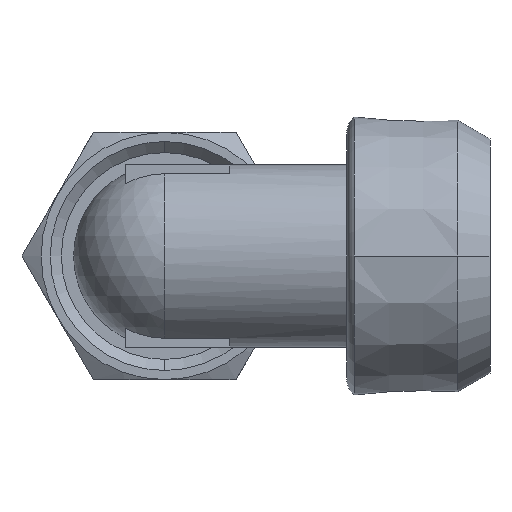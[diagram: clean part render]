
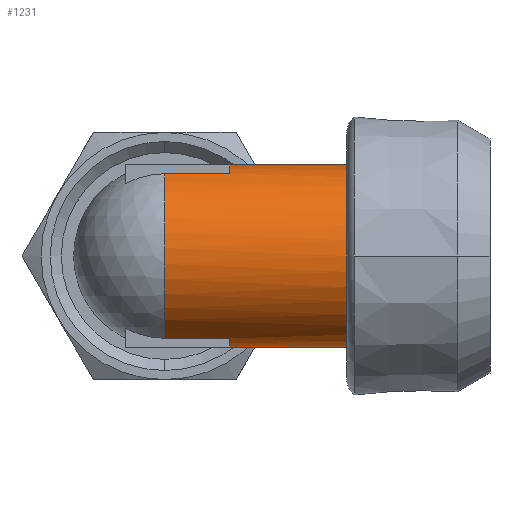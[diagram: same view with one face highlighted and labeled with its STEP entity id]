
A CAD part, left-side view. The second image highlights one B-rep face of the part: STEP entity #1231.
In plain terms, the highlighted cylindrical face has radius 7 mm (diameter 14 mm), a partial arc.
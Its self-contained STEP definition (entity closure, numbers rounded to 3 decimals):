
#62 = EDGE_LOOP ( 'NONE', ( #861, #862, #863, #864, #865, #866, #867, #868 ) ) ;
#109 = DIRECTION ( 'NONE',  ( 0., -1., 0. ) ) ;
#110 = DIRECTION ( 'NONE',  ( -1., 0., 0. ) ) ;
#111 = CARTESIAN_POINT ( 'NONE',  ( -26., -14., 0. ) ) ;
#112 = DIRECTION ( 'NONE',  ( 0., 1., 0. ) ) ;
#113 = DIRECTION ( 'NONE',  ( 0., 0., 1. ) ) ;
#202 = CARTESIAN_POINT ( 'NONE',  ( -26., 0., 7. ) ) ;
#203 = DIRECTION ( 'NONE',  ( 0., 1., 0. ) ) ;
#252 = LINE ( 'NONE', #744, #258 ) ;
#255 = CIRCLE ( 'NONE', #642, 7. ) ;
#257 = CIRCLE ( 'NONE', #643, 7. ) ;
#258 = VECTOR ( 'NONE', #739, 1000. ) ;
#259 = LINE ( 'NONE', #735, #261 ) ;
#260 = CIRCLE ( 'NONE', #644, 7. ) ;
#261 = VECTOR ( 'NONE', #743, 1000. ) ;
#262 = CIRCLE ( 'NONE', #645, 7. ) ;
#305 = LINE ( 'NONE', #202, #308 ) ;
#308 = VECTOR ( 'NONE', #203, 1000. ) ;
#314 = LINE ( 'NONE', #1719, #316 ) ;
#316 = VECTOR ( 'NONE', #1721, 1000. ) ;
#376 = FACE_OUTER_BOUND ( 'NONE', #62, .T. ) ;
#378 = CYLINDRICAL_SURFACE ( 'NONE', #694, 7. ) ;
#530 = EDGE_CURVE ( 'NONE', #1295, #1338, #255, .T. ) ;
#531 = EDGE_CURVE ( 'NONE', #1305, #1295, #252, .T. ) ;
#532 = EDGE_CURVE ( 'NONE', #1305, #1297, #257, .T. ) ;
#533 = EDGE_CURVE ( 'NONE', #1312, #1297, #259, .T. ) ;
#534 = EDGE_CURVE ( 'NONE', #1332, #1312, #260, .T. ) ;
#535 = EDGE_CURVE ( 'NONE', #1347, #1340, #262, .T. ) ;
#569 = EDGE_CURVE ( 'NONE', #1340, #1332, #305, .T. ) ;
#576 = EDGE_CURVE ( 'NONE', #1347, #1338, #314, .T. ) ;
#642 = AXIS2_PLACEMENT_3D ( 'NONE', #745, #746, #747 ) ;
#643 = AXIS2_PLACEMENT_3D ( 'NONE', #748, #749, #750 ) ;
#644 = AXIS2_PLACEMENT_3D ( 'NONE', #753, #109, #110 ) ;
#645 = AXIS2_PLACEMENT_3D ( 'NONE', #111, #112, #113 ) ;
#694 = AXIS2_PLACEMENT_3D ( 'NONE', #1931, #1929, #1930 ) ;
#735 = CARTESIAN_POINT ( 'NONE',  ( -29., 0., 6.325 ) ) ;
#739 = DIRECTION ( 'NONE',  ( 0., -1., 0. ) ) ;
#743 = DIRECTION ( 'NONE',  ( 0., 1., 0. ) ) ;
#744 = CARTESIAN_POINT ( 'NONE',  ( -29., 0., -6.325 ) ) ;
#745 = CARTESIAN_POINT ( 'NONE',  ( -26., -5., 0. ) ) ;
#746 = DIRECTION ( 'NONE',  ( 0., -1., 0. ) ) ;
#747 = DIRECTION ( 'NONE',  ( -1., 0., 0. ) ) ;
#748 = CARTESIAN_POINT ( 'NONE',  ( -26., 0., 0. ) ) ;
#749 = DIRECTION ( 'NONE',  ( 0., 1., 0. ) ) ;
#750 = DIRECTION ( 'NONE',  ( 0., 0., 1. ) ) ;
#753 = CARTESIAN_POINT ( 'NONE',  ( -26., -5., 0. ) ) ;
#861 = ORIENTED_EDGE ( 'NONE', *, *, #576, .F. ) ;
#862 = ORIENTED_EDGE ( 'NONE', *, *, #535, .T. ) ;
#863 = ORIENTED_EDGE ( 'NONE', *, *, #569, .T. ) ;
#864 = ORIENTED_EDGE ( 'NONE', *, *, #534, .T. ) ;
#865 = ORIENTED_EDGE ( 'NONE', *, *, #533, .T. ) ;
#866 = ORIENTED_EDGE ( 'NONE', *, *, #532, .F. ) ;
#867 = ORIENTED_EDGE ( 'NONE', *, *, #531, .T. ) ;
#868 = ORIENTED_EDGE ( 'NONE', *, *, #530, .T. ) ;
#1231 = ADVANCED_FACE ( 'NONE', ( #376 ), #378, .T. ) ;
#1295 = VERTEX_POINT ( 'NONE', #1442 ) ;
#1297 = VERTEX_POINT ( 'NONE', #1444 ) ;
#1305 = VERTEX_POINT ( 'NONE', #1450 ) ;
#1312 = VERTEX_POINT ( 'NONE', #1457 ) ;
#1332 = VERTEX_POINT ( 'NONE', #1473 ) ;
#1338 = VERTEX_POINT ( 'NONE', #1479 ) ;
#1340 = VERTEX_POINT ( 'NONE', #1481 ) ;
#1347 = VERTEX_POINT ( 'NONE', #1488 ) ;
#1442 = CARTESIAN_POINT ( 'NONE',  ( -29., -5., -6.325 ) ) ;
#1444 = CARTESIAN_POINT ( 'NONE',  ( -29., 0., 6.325 ) ) ;
#1450 = CARTESIAN_POINT ( 'NONE',  ( -29., 0., -6.325 ) ) ;
#1457 = CARTESIAN_POINT ( 'NONE',  ( -29., -5., 6.325 ) ) ;
#1473 = CARTESIAN_POINT ( 'NONE',  ( -26., -5., 7. ) ) ;
#1479 = CARTESIAN_POINT ( 'NONE',  ( -26., -5., -7. ) ) ;
#1481 = CARTESIAN_POINT ( 'NONE',  ( -26., -14., 7. ) ) ;
#1488 = CARTESIAN_POINT ( 'NONE',  ( -26., -14., -7. ) ) ;
#1719 = CARTESIAN_POINT ( 'NONE',  ( -26., 0., -7. ) ) ;
#1721 = DIRECTION ( 'NONE',  ( 0., 1., 0. ) ) ;
#1929 = DIRECTION ( 'NONE',  ( 0., 1., 0. ) ) ;
#1930 = DIRECTION ( 'NONE',  ( 0., 0., 1. ) ) ;
#1931 = CARTESIAN_POINT ( 'NONE',  ( -26., 0., 0. ) ) ;
